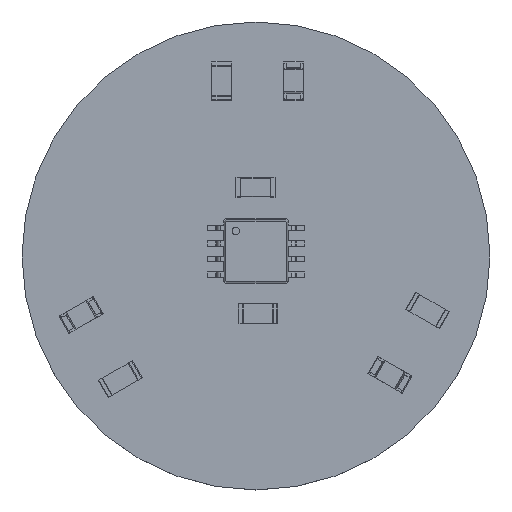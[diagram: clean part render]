
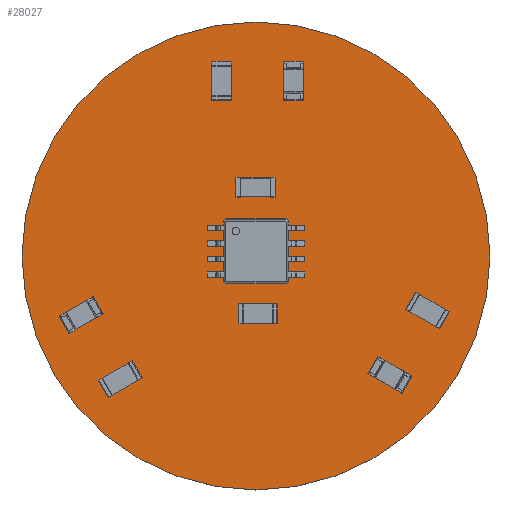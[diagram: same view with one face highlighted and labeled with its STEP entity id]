
A CAD part, top view. The second image highlights one B-rep face of the part: STEP entity #28027.
In plain terms, the highlighted planar face has unit normal (0, 0, 1).
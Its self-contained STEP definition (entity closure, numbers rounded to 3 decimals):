
#27942 = VERTEX_POINT('',#27943);
#27943 = CARTESIAN_POINT('',(202.438,-113.792,1.6));
#27950 = CYLINDRICAL_SURFACE('',#27951,19.05);
#27951 = AXIS2_PLACEMENT_3D('',#27952,#27953,#27954);
#27952 = CARTESIAN_POINT('',(183.388,-113.792,0.));
#27953 = DIRECTION('',(0.,0.,-1.));
#27954 = DIRECTION('',(1.,0.,0.));
#27969 = EDGE_CURVE('',#27942,#27942,#27970,.T.);
#27970 = SURFACE_CURVE('',#27971,(#27976,#27983),.PCURVE_S1.);
#27971 = CIRCLE('',#27972,19.05);
#27972 = AXIS2_PLACEMENT_3D('',#27973,#27974,#27975);
#27973 = CARTESIAN_POINT('',(183.388,-113.792,1.6));
#27974 = DIRECTION('',(0.,0.,1.));
#27975 = DIRECTION('',(1.,0.,0.));
#27976 = PCURVE('',#27950,#27977);
#27977 = DEFINITIONAL_REPRESENTATION('',(#27978),#27982);
#27978 = LINE('',#27979,#27980);
#27979 = CARTESIAN_POINT('',(0.,-1.6));
#27980 = VECTOR('',#27981,1.);
#27981 = DIRECTION('',(-1.,0.));
#27982 = ( GEOMETRIC_REPRESENTATION_CONTEXT(2) 
PARAMETRIC_REPRESENTATION_CONTEXT() REPRESENTATION_CONTEXT('2D SPACE',''
  ) );
#27983 = PCURVE('',#27984,#27989);
#27984 = PLANE('',#27985);
#27985 = AXIS2_PLACEMENT_3D('',#27986,#27987,#27988);
#27986 = CARTESIAN_POINT('',(183.388,-113.792,1.6));
#27987 = DIRECTION('',(0.,0.,1.));
#27988 = DIRECTION('',(1.,0.,0.));
#27989 = DEFINITIONAL_REPRESENTATION('',(#27990),#27994);
#27990 = CIRCLE('',#27991,19.05);
#27991 = AXIS2_PLACEMENT_2D('',#27992,#27993);
#27992 = CARTESIAN_POINT('',(0.,0.));
#27993 = DIRECTION('',(1.,0.));
#27994 = ( GEOMETRIC_REPRESENTATION_CONTEXT(2) 
PARAMETRIC_REPRESENTATION_CONTEXT() REPRESENTATION_CONTEXT('2D SPACE',''
  ) );
#28027 = ADVANCED_FACE('',(#28028),#27984,.T.);
#28028 = FACE_BOUND('',#28029,.T.);
#28029 = EDGE_LOOP('',(#28030));
#28030 = ORIENTED_EDGE('',*,*,#27969,.T.);
